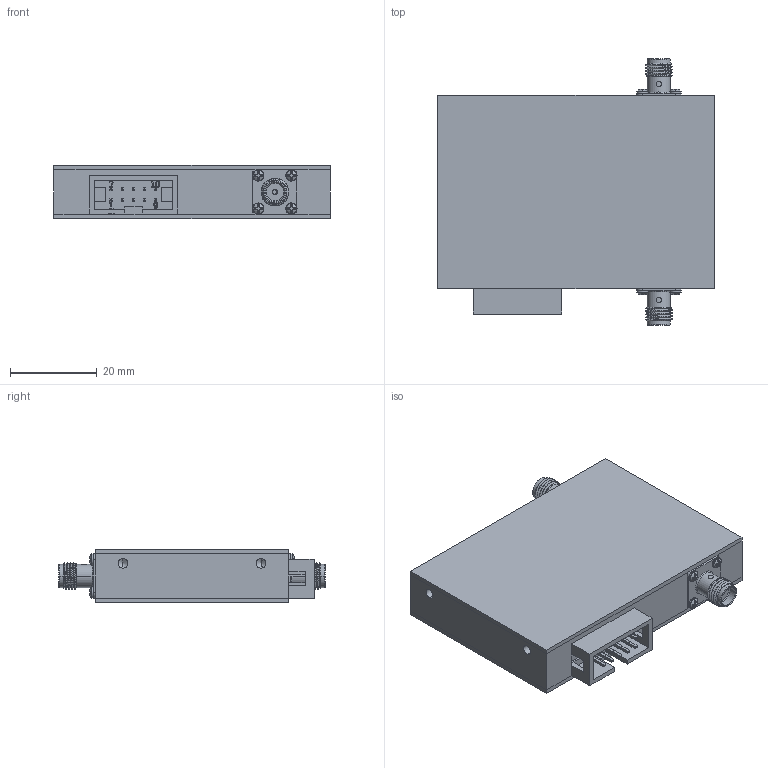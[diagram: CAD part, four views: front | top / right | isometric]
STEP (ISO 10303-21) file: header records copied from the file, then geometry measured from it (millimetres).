
FILE_DESCRIPTION (( 'STEP AP203' ), '1' );
FILE_NAME ('PE70A5006 ¦ FMAT5006.step', '2019-04-04T13:54:29', ( '' ), ( '' ), 'SwSTEP 2.0', 'SolidWorks 2018', '' );
FILE_SCHEMA (( 'CONFIG_CONTROL_DESIGN' ));
Length unit declared in the file: inch
Products named in the file (1): PE70A5006 ｦ FMAT5006
Bounding box: 63.5 x 61.21 x 12.19 mm (x, y, z)
Volume: 34799 mm3; surface area: 10383.3 mm2
Topology: 1 solids, 11 shells, 945 faces, 2468 edges, 1592 vertices
Faces by surface type: plane 596, cylinder 154, cone 126, bspline 65, torus 4
Entity records: 33151 total; most frequent: CARTESIAN_POINT 10546, ORIENTED_EDGE 4912, DIRECTION 4328, EDGE_CURVE 2456, VERTEX_POINT 1592, LINE 1504, VECTOR 1504, AXIS2_PLACEMENT_3D 1412
